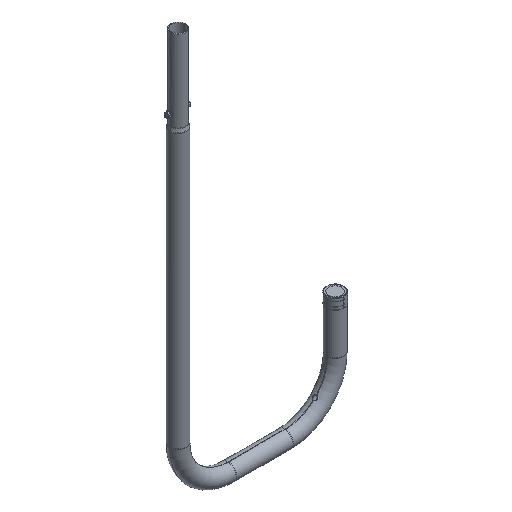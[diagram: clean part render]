
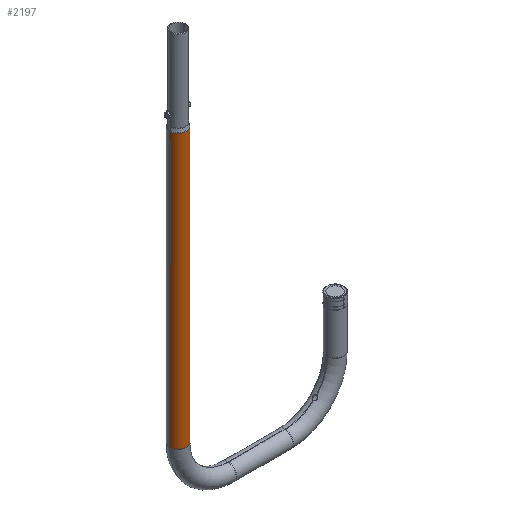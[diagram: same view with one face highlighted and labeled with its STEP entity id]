
A CAD part, isometric view. The second image highlights one B-rep face of the part: STEP entity #2197.
In plain terms, the highlighted cylindrical face has radius 24.15 mm (diameter 48.3 mm), a partial arc.
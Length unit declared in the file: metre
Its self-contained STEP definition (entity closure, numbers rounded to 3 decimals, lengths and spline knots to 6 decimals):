
#46 = CARTESIAN_POINT ( 'NONE',  ( -0.179436, 0.011381, 0. ) ) ;
#129 = ORIENTED_EDGE ( 'NONE', *, *, #520, .T. ) ;
#196 = CIRCLE ( 'NONE', #2279, 0.02415 ) ;
#347 = VERTEX_POINT ( 'NONE', #2112 ) ;
#418 = DIRECTION ( 'NONE',  ( 1., 0., 0. ) ) ;
#434 = DIRECTION ( 'NONE',  ( 0., 0., 1. ) ) ;
#489 = EDGE_LOOP ( 'NONE', ( #3820, #129, #638, #2865 ) ) ;
#514 = CARTESIAN_POINT ( 'NONE',  ( -0.155286, 0.011381, 0. ) ) ;
#520 = EDGE_CURVE ( 'NONE', #347, #2255, #196, .T. ) ;
#605 = AXIS2_PLACEMENT_3D ( 'NONE', #3203, #434, #418 ) ;
#638 = ORIENTED_EDGE ( 'NONE', *, *, #3273, .T. ) ;
#724 = FACE_OUTER_BOUND ( 'NONE', #489, .T. ) ;
#1059 = CARTESIAN_POINT ( 'NONE',  ( -0.155286, 0.011381, -0.7867 ) ) ;
#1234 = DIRECTION ( 'NONE',  ( 0., 0., 1. ) ) ;
#1320 = AXIS2_PLACEMENT_3D ( 'NONE', #46, #3463, #2778 ) ;
#1587 = LINE ( 'NONE', #2159, #2935 ) ;
#1901 = DIRECTION ( 'NONE',  ( 1., 0., 0. ) ) ;
#1973 = CYLINDRICAL_SURFACE ( 'NONE', #605, 0.02415 ) ;
#2051 = CARTESIAN_POINT ( 'NONE',  ( -0.203586, 0.011381, 0. ) ) ;
#2112 = CARTESIAN_POINT ( 'NONE',  ( -0.203586, 0.011381, -0.7867 ) ) ;
#2159 = CARTESIAN_POINT ( 'NONE',  ( -0.203586, 0.011381, -0.7867 ) ) ;
#2192 = CARTESIAN_POINT ( 'NONE',  ( -0.179436, 0.011381, -0.7867 ) ) ;
#2197 = ADVANCED_FACE ( 'NONE', ( #724 ), #1973, .T. ) ;
#2255 = VERTEX_POINT ( 'NONE', #3028 ) ;
#2279 = AXIS2_PLACEMENT_3D ( 'NONE', #2192, #1234, #1901 ) ;
#2297 = DIRECTION ( 'NONE',  ( 0., 0., 1. ) ) ;
#2526 = VERTEX_POINT ( 'NONE', #514 ) ;
#2529 = VERTEX_POINT ( 'NONE', #2051 ) ;
#2560 = EDGE_CURVE ( 'NONE', #2529, #2526, #3076, .T. ) ;
#2596 = LINE ( 'NONE', #1059, #3793 ) ;
#2778 = DIRECTION ( 'NONE',  ( 1., 0., 0. ) ) ;
#2819 = EDGE_CURVE ( 'NONE', #347, #2529, #1587, .T. ) ;
#2865 = ORIENTED_EDGE ( 'NONE', *, *, #2560, .F. ) ;
#2935 = VECTOR ( 'NONE', #3412, 1. ) ;
#3028 = CARTESIAN_POINT ( 'NONE',  ( -0.155286, 0.011381, -0.7867 ) ) ;
#3076 = CIRCLE ( 'NONE', #1320, 0.02415 ) ;
#3203 = CARTESIAN_POINT ( 'NONE',  ( -0.179436, 0.011381, -0.7867 ) ) ;
#3273 = EDGE_CURVE ( 'NONE', #2255, #2526, #2596, .T. ) ;
#3412 = DIRECTION ( 'NONE',  ( 0., 0., 1. ) ) ;
#3463 = DIRECTION ( 'NONE',  ( 0., 0., 1. ) ) ;
#3793 = VECTOR ( 'NONE', #2297, 1. ) ;
#3820 = ORIENTED_EDGE ( 'NONE', *, *, #2819, .F. ) ;
